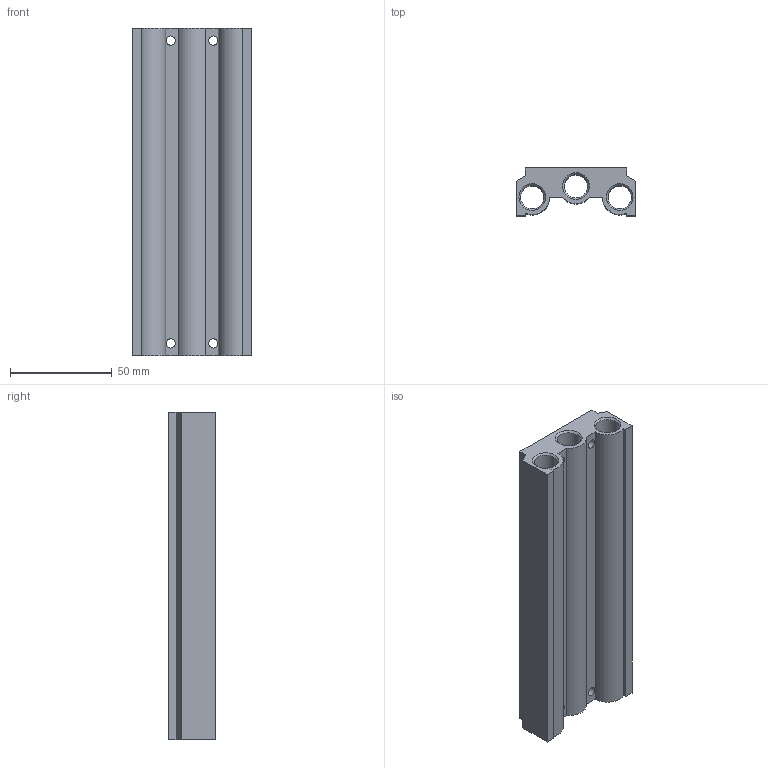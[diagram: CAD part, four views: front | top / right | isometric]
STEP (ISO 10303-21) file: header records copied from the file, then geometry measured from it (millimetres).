
FILE_DESCRIPTION(/* description */ ('STEP AP203'),/* implementation_level */ '2;1');
FILE_NAME(/* name */ 'V522-6F',/* time_stamp */ '2024-05-15T08:32:32+02:00',/* author */ ('License CC BY-ND 4.0'),/* organization */ ('CADENAS'),/* preprocessor_version */ 'ST-DEVELOPER v19.3',/* originating_system */ 'PARTsolutions',/* authorisation */ ' ');
FILE_SCHEMA (('CONFIG_CONTROL_DESIGN'));
Length unit declared in the file: millimetre
Products named in the file (1): V522-6F
Bounding box: 59 x 23.5 x 161 mm (x, y, z)
Volume: 118141.6 mm3; surface area: 49845.2 mm2
Topology: 1 solids, 1 shells, 96 faces, 264 edges, 170 vertices
Faces by surface type: cylinder 40, cone 29, plane 27
Full cylindrical faces by diameter (mm): 2.459 x12, 4.5 x4, 6.5 x12, 10.2 x6, 11.445 x3
Entity records: 2864 total; most frequent: CARTESIAN_POINT 719, DIRECTION 430, ORIENTED_EDGE 326, FACE_BOUND 224, EDGE_LOOP 212, AXIS2_PLACEMENT_3D 188, EDGE_CURVE 163, VERTEX_POINT 147
